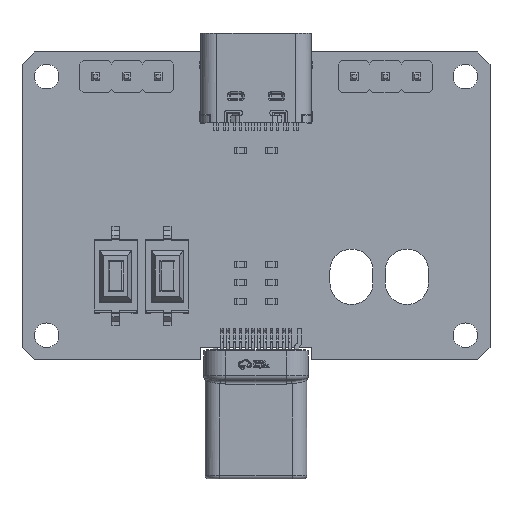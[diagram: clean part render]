
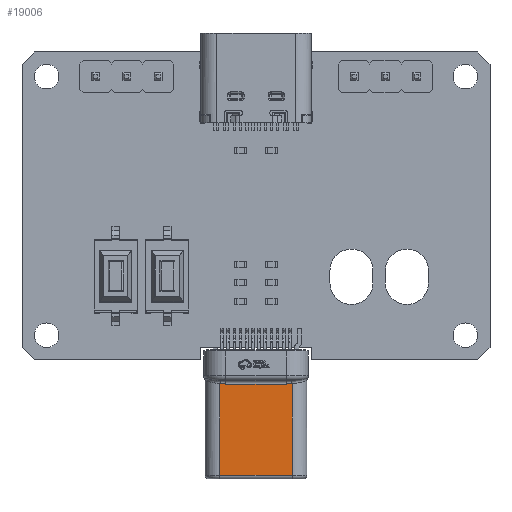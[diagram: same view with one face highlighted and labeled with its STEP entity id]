
A CAD part, top view. The second image highlights one B-rep face of the part: STEP entity #19006.
In plain terms, the highlighted planar face has unit normal (0, 0, 1).
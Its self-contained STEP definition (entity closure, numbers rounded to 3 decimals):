
#18713 = EDGE_CURVE('',#18714,#18716,#18718,.T.);
#18714 = VERTEX_POINT('',#18715);
#18715 = CARTESIAN_POINT('',(-2.45,7.707,
    1.2));
#18716 = VERTEX_POINT('',#18717);
#18717 = CARTESIAN_POINT('',(2.45,7.707,
    1.2));
#18718 = LINE('',#18719,#18720);
#18719 = CARTESIAN_POINT('',(-2.45,7.707,
    1.2));
#18720 = VECTOR('',#18721,1.);
#18721 = DIRECTION('',(1.,0.,0.));
#18746 = EDGE_CURVE('',#18716,#18747,#18749,.T.);
#18747 = VERTEX_POINT('',#18748);
#18748 = CARTESIAN_POINT('',(2.925,7.722,1.2)
  );
#18749 = B_SPLINE_CURVE_WITH_KNOTS('',3,(#18750,#18751,#18752,#18753,
    #18754,#18755,#18756,#18757),.UNSPECIFIED.,.F.,.F.,(4,1,1,1,1,4),(0.
    ,0.2,0.4,0.6,0.8,1.),.QUASI_UNIFORM_KNOTS.);
#18750 = CARTESIAN_POINT('',(2.45,7.707,
    1.2));
#18751 = CARTESIAN_POINT('',(2.48,7.707,
    1.2));
#18752 = CARTESIAN_POINT('',(2.542,7.707,1.2
    ));
#18753 = CARTESIAN_POINT('',(2.638,7.709,
    1.2));
#18754 = CARTESIAN_POINT('',(2.736,7.711,
    1.2));
#18755 = CARTESIAN_POINT('',(2.833,7.715,1.2
    ));
#18756 = CARTESIAN_POINT('',(2.895,7.719,
    1.2));
#18757 = CARTESIAN_POINT('',(2.925,7.722,1.2)
  );
#18921 = EDGE_CURVE('',#18747,#18922,#18924,.T.);
#18922 = VERTEX_POINT('',#18923);
#18923 = CARTESIAN_POINT('',(2.925,0.3,1.2));
#18924 = LINE('',#18925,#18926);
#18925 = CARTESIAN_POINT('',(2.925,7.722,1.2)
  );
#18926 = VECTOR('',#18927,1.);
#18927 = DIRECTION('',(0.,-1.,0.));
#18979 = EDGE_CURVE('',#18922,#18980,#18982,.T.);
#18980 = VERTEX_POINT('',#18981);
#18981 = CARTESIAN_POINT('',(-2.925,0.3,1.2));
#18982 = LINE('',#18983,#18984);
#18983 = CARTESIAN_POINT('',(2.925,0.3,1.2));
#18984 = VECTOR('',#18985,1.);
#18985 = DIRECTION('',(-1.,-0.,0.));
#19006 = ADVANCED_FACE('',(#19007),#19032,.T.);
#19007 = FACE_BOUND('',#19008,.T.);
#19008 = EDGE_LOOP('',(#19009,#19010,#19011,#19012,#19025,#19031));
#19009 = ORIENTED_EDGE('',*,*,#18921,.F.);
#19010 = ORIENTED_EDGE('',*,*,#18746,.F.);
#19011 = ORIENTED_EDGE('',*,*,#18713,.F.);
#19012 = ORIENTED_EDGE('',*,*,#19013,.F.);
#19013 = EDGE_CURVE('',#19014,#18714,#19016,.T.);
#19014 = VERTEX_POINT('',#19015);
#19015 = CARTESIAN_POINT('',(-2.925,7.722,
    1.2));
#19016 = B_SPLINE_CURVE_WITH_KNOTS('',3,(#19017,#19018,#19019,#19020,
    #19021,#19022,#19023,#19024),.UNSPECIFIED.,.F.,.F.,(4,1,1,1,1,4),(0.
    ,0.2,0.4,0.6,0.8,1.),.QUASI_UNIFORM_KNOTS.);
#19017 = CARTESIAN_POINT('',(-2.925,7.722,
    1.2));
#19018 = CARTESIAN_POINT('',(-2.895,7.719,
    1.2));
#19019 = CARTESIAN_POINT('',(-2.833,7.716,
    1.2));
#19020 = CARTESIAN_POINT('',(-2.736,7.711,
    1.2));
#19021 = CARTESIAN_POINT('',(-2.638,7.709,
    1.2));
#19022 = CARTESIAN_POINT('',(-2.542,7.707,
    1.2));
#19023 = CARTESIAN_POINT('',(-2.48,7.707,
    1.2));
#19024 = CARTESIAN_POINT('',(-2.45,7.707,
    1.2));
#19025 = ORIENTED_EDGE('',*,*,#19026,.F.);
#19026 = EDGE_CURVE('',#18980,#19014,#19027,.T.);
#19027 = LINE('',#19028,#19029);
#19028 = CARTESIAN_POINT('',(-2.925,0.3,1.2));
#19029 = VECTOR('',#19030,1.);
#19030 = DIRECTION('',(0.,1.,0.));
#19031 = ORIENTED_EDGE('',*,*,#18979,.F.);
#19032 = PLANE('',#19033);
#19033 = AXIS2_PLACEMENT_3D('',#19034,#19035,#19036);
#19034 = CARTESIAN_POINT('',(4.125,0.,1.2));
#19035 = DIRECTION('',(0.,0.,1.));
#19036 = DIRECTION('',(1.,0.,0.));
